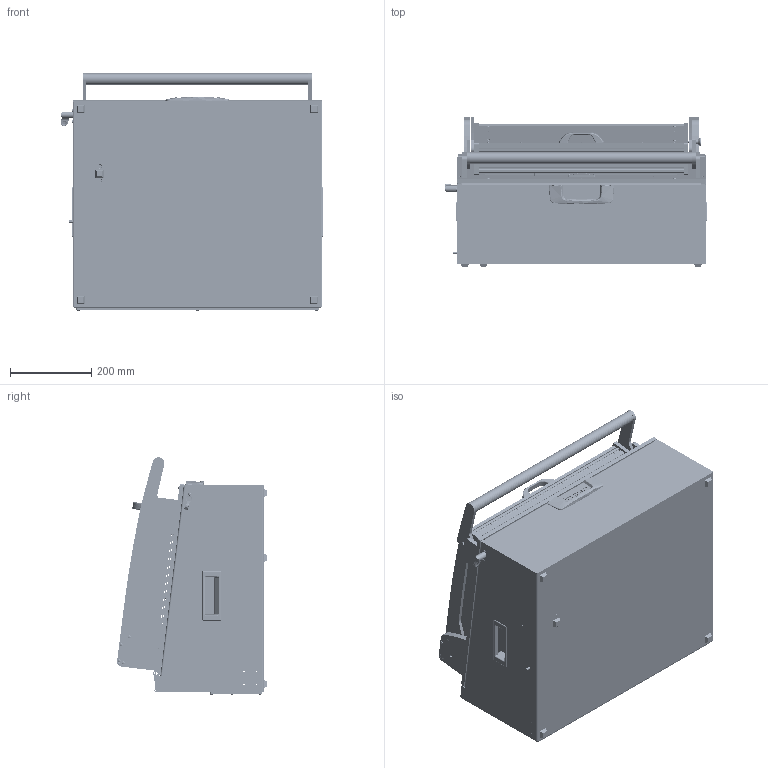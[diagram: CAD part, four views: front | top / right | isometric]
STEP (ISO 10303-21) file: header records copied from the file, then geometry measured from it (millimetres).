
FILE_DESCRIPTION (( 'STEP AP214' ), '1' );
FILE_NAME ('INGUN_100720.STEP', '2023-01-10T13:17:16', ( '' ), ( '' ), 'SwSTEP 2.0', 'SolidWorks 2021', '' );
FILE_SCHEMA (( 'AUTOMOTIVE_DESIGN' ));
Length unit declared in the file: millimetre
Products named in the file (118): ISO7380~n_M04,0x020; 30984~0_S; 113166~0_S; 37967~1; 45909~3_ICT Stellung (kontaktiert)  <S>; 32727~9; 100707~1_KUNDE<S>; 3521~0_Spring Pin ISO 8752 - 3 x 16 - St; 110705~2_S; 43627~0_Hub 22,5mm<Standard>; INGUN_100720; ISO7380~n_M04,0x016; K_02038~0; 48374~6_S; 31446~15_KUNDE<S>; ISO7380~n_M04,0x008; 46010~4_S; 37971~8_S; 32730~5_S; 32457~0_S; 45875~3_S; 37972~6_S; 31444~14_KUNDE<S>; 111995~1_S; SKB-II~skii_M4,0x73 St; 34328~1_S; ISO7380~n_M05,0x016; DIN125~n_03,2 M03,0; 3381~0; 109128~0_S; 48376~0_S; 35334~0_S; 3699~0; Gewindebuchse~n_M04-09,5 offen; 39894~2_KUNDE<S>; 57801~2_S; DIN6325~n_03,0m6x016; 38564~0; 2229~6; 2196~6 ...
Assembly tree (269 placements, depth 7):
  INGUN_100720
    45980-KIT~2_ICT Stellung kontaktiert <S>
      45909~3_ICT Stellung (kontaktiert)  <S>
        46010~4_S
          46010~4
          Gewindebuchse~n_M04-09,5 offen  x4
        45875~3_S
          45875~3_S
          Gewindebuchse~n_M05-03,9 offen  x3
        45876~3
        43627~0_Hub 22,5mm<Standard>  x6
        2196~6  x2
        2229~6  x2
        46869~0_S  x4
        1607~1  x2
        113166~0_S
          3699~0
        SKB-II~skii_M4,0x73 St  x6
        41367~6_S  x3
        ISO7380~n_M04,0x012  x16
        DIN6325~n_03,0m6x016
        DIN6325~n_03,0m6x024
        DIN7991~n_M03,0x006  x3
      45879~2_S
        45716~1_flexibel <S>
          32457~0_S
          DIN7979~n_04,0m6x020M3  x2
          ISO7380~n_M03,0x006  x2
          41369~1_S  x4
          ISO7380~n_M04,0x020  x4
          DIN912~n_M03,0x012  x2
          2393~0_S  x2
          DIN125~n_03,2 M03,0  x2
        112908~1_S
    100707~1_KUNDE<S>
      32730~5_S
        32727~9
        30758~0_S  x2
          30758_01~0_S
          30758_02~0_S
          38564~0
        20902~0
        DIN985-A2~n_M05,0  x3
        DIN7991~n_M05,0x012  x2
        32462~0_S
        DIN7991~n_M05,0x016
        8804~0
        DIN125~n_05,3 M05,0 Fase  x2
        20901~0_Abstand 296<Standard>
          20901~0_ohne Schiebeteil<Standard>
          20901_01~0
        31555~4_S
        2720~0  x5
        53032~0_S
        32171~0_S
        ISO7380~n_M04,0x012  x4
        29805~4_geschlossen<S>
          110322~4_S
          110705~2_S
          30984~0_S
Bounding box: 647.5 x 369.75 x 586.35 mm (x, y, z)
Volume: 11997320.4 mm3; surface area: 5196132 mm2
Topology: 264 solids, 264 shells, 7804 faces, 19220 edges, 12294 vertices
Faces by surface type: plane 3210, cylinder 3065, cone 961, bspline 292, torus 170, sphere 106
Entity records: 143841 total; most frequent: CARTESIAN_POINT 39415, DIRECTION 20935, ORIENTED_EDGE 19452, EDGE_CURVE 9726, AXIS2_PLACEMENT_3D 7895, VERTEX_POINT 6276, VECTOR 5145, LINE 5145
